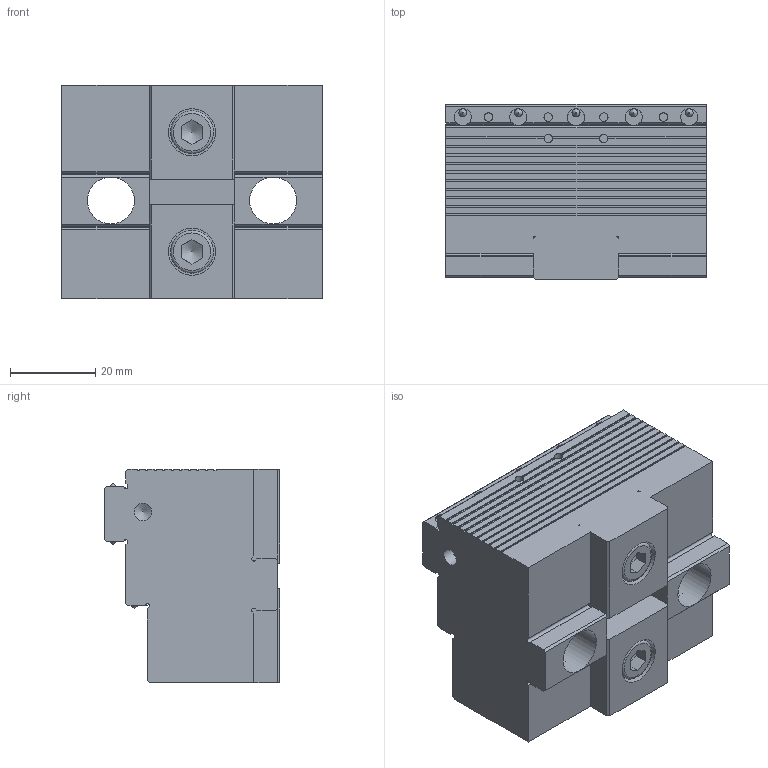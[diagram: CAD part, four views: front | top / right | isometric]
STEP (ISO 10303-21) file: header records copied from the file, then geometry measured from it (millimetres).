
FILE_DESCRIPTION((''),'2;1');
FILE_NAME('301-0061-001.stp','2011-05-30T16:50:24',('Meier'),(''),'Autodesk Inventor 2011','Autodesk Inventor 2011','');
FILE_SCHEMA(('AUTOMOTIVE_DESIGN { 1 0 10303 214 1 1 1 1 }'));
Length unit declared in the file: millimetre
Products named in the file (1): Bauteil2
Bounding box: 61 x 41 x 50 mm (x, y, z)
Volume: 83033.2 mm3; surface area: 20855.4 mm2
Topology: 1 solids, 5 shells, 268 faces, 695 edges, 453 vertices
Faces by surface type: plane 187, cylinder 58, cone 19, torus 4
Full cylindrical faces by diameter (mm): 2 x11, 4.134 x2, 4.917 x2, 6 x2, 6.3 x2, 10 x2, 11 x4, 18 x2
Entity records: 8198 total; most frequent: CARTESIAN_POINT 1558, DIRECTION 1324, ORIENTED_EDGE 1236, EDGE_CURVE 618, AXIS2_PLACEMENT_3D 464, VERTEX_POINT 426, VECTOR 396, LINE 396
